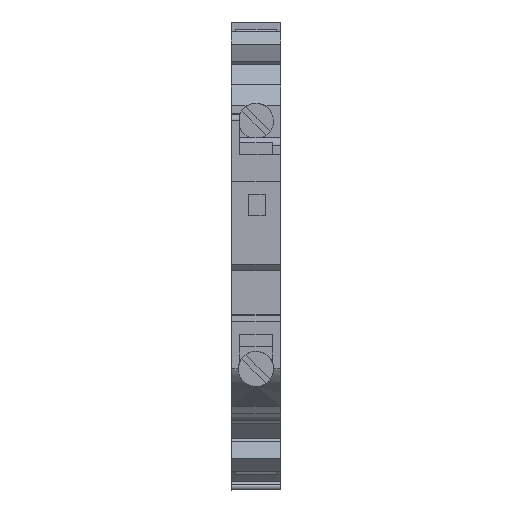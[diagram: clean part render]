
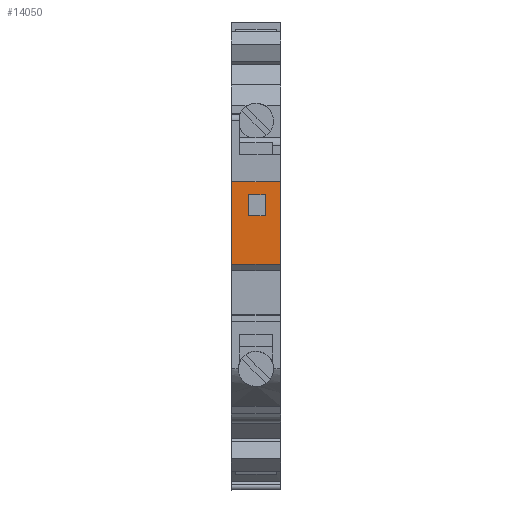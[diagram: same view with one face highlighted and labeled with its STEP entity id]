
A CAD part, top view. The second image highlights one B-rep face of the part: STEP entity #14050.
In plain terms, the highlighted face is planar.
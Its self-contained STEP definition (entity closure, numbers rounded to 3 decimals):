
#1500=CARTESIAN_POINT('',(38.142,59.927,
-5.75));
#1510=VERTEX_POINT('',#1500);
#1540=CARTESIAN_POINT('',(0.,55.244,-5.75));
#1550=DIRECTION('',(0.993,0.122,
0.));
#1560=VECTOR('',#1550,1.);
#1570=LINE('',#1540,#1560);
#1580=CARTESIAN_POINT('',(28.053,58.688,
-5.75));
#1590=VERTEX_POINT('',#1580);
#1600=EDGE_CURVE('',#1590,#1510,#1570,.T.);
#13260=CARTESIAN_POINT('',(38.142,59.927,
0.3));
#13270=VERTEX_POINT('',#13260);
#13300=CARTESIAN_POINT('',(38.142,59.927,0.));
#13310=DIRECTION('',(0.,0.,-1.));
#13320=VECTOR('',#13310,1.);
#13330=LINE('',#13300,#13320);
#13340=EDGE_CURVE('',#13270,#1510,#13330,.T.);
#13480=CARTESIAN_POINT('',(34.358,59.463,
0.35));
#13490=DIRECTION('',(0.122,-0.993,
0.));
#13500=DIRECTION('',(-0.993,-0.122,
0.));
#13510=AXIS2_PLACEMENT_3D('',#13480,#13490,#13500);
#13520=PLANE('',#13510);
#13530=CARTESIAN_POINT('',(33.986,59.417,0.));
#13540=DIRECTION('',(0.,0.,-1.));
#13550=VECTOR('',#13540,1.);
#13560=LINE('',#13530,#13550);
#13570=CARTESIAN_POINT('',(33.986,59.417,
-1.575));
#13580=VERTEX_POINT('',#13570);
#13590=CARTESIAN_POINT('',(33.986,59.417,
-3.675));
#13600=VERTEX_POINT('',#13590);
#13610=EDGE_CURVE('',#13580,#13600,#13560,.T.);
#13620=ORIENTED_EDGE('',*,*,#13610,.T.);
#13630=CARTESIAN_POINT('',(0.,55.244,
-1.575));
#13640=DIRECTION('',(0.993,0.122,
0.));
#13650=VECTOR('',#13640,1.);
#13660=LINE('',#13630,#13650);
#13670=CARTESIAN_POINT('',(36.567,59.734,
-1.575));
#13680=VERTEX_POINT('',#13670);
#13690=EDGE_CURVE('',#13580,#13680,#13660,.T.);
#13700=ORIENTED_EDGE('',*,*,#13690,.F.);
#13710=CARTESIAN_POINT('',(36.567,59.734,
0.));
#13720=DIRECTION('',(0.,0.,-1.));
#13730=VECTOR('',#13720,1.);
#13740=LINE('',#13710,#13730);
#13750=CARTESIAN_POINT('',(36.567,59.734,
-3.675));
#13760=VERTEX_POINT('',#13750);
#13770=EDGE_CURVE('',#13680,#13760,#13740,.T.);
#13780=ORIENTED_EDGE('',*,*,#13770,.F.);
#13790=CARTESIAN_POINT('',(0.,55.244,
-3.675));
#13800=DIRECTION('',(-0.993,-0.122,
0.));
#13810=VECTOR('',#13800,1.);
#13820=LINE('',#13790,#13810);
#13830=EDGE_CURVE('',#13760,#13600,#13820,.T.);
#13840=ORIENTED_EDGE('',*,*,#13830,.F.);
#13850=EDGE_LOOP('',(#13840,#13780,#13700,#13620));
#13860=FACE_BOUND('',#13850,.T.);
#13870=ORIENTED_EDGE('',*,*,#13340,.T.);
#13880=CARTESIAN_POINT('',(0.,55.244,0.3));
#13890=DIRECTION('',(-0.993,-0.122,
0.));
#13900=VECTOR('',#13890,1.);
#13910=LINE('',#13880,#13900);
#13920=CARTESIAN_POINT('',(28.053,58.688,
0.3));
#13930=VERTEX_POINT('',#13920);
#13940=EDGE_CURVE('',#13270,#13930,#13910,.T.);
#13950=ORIENTED_EDGE('',*,*,#13940,.F.);
#13960=CARTESIAN_POINT('',(28.053,58.688,0.));
#13970=DIRECTION('',(0.,0.,1.));
#13980=VECTOR('',#13970,1.);
#13990=LINE('',#13960,#13980);
#14000=EDGE_CURVE('',#1590,#13930,#13990,.T.);
#14010=ORIENTED_EDGE('',*,*,#14000,.T.);
#14020=ORIENTED_EDGE('',*,*,#1600,.F.);
#14030=EDGE_LOOP('',(#14020,#14010,#13950,#13870));
#14040=FACE_OUTER_BOUND('',#14030,.T.);
#14050=ADVANCED_FACE('',(#13860,#14040),#13520,.F.);
